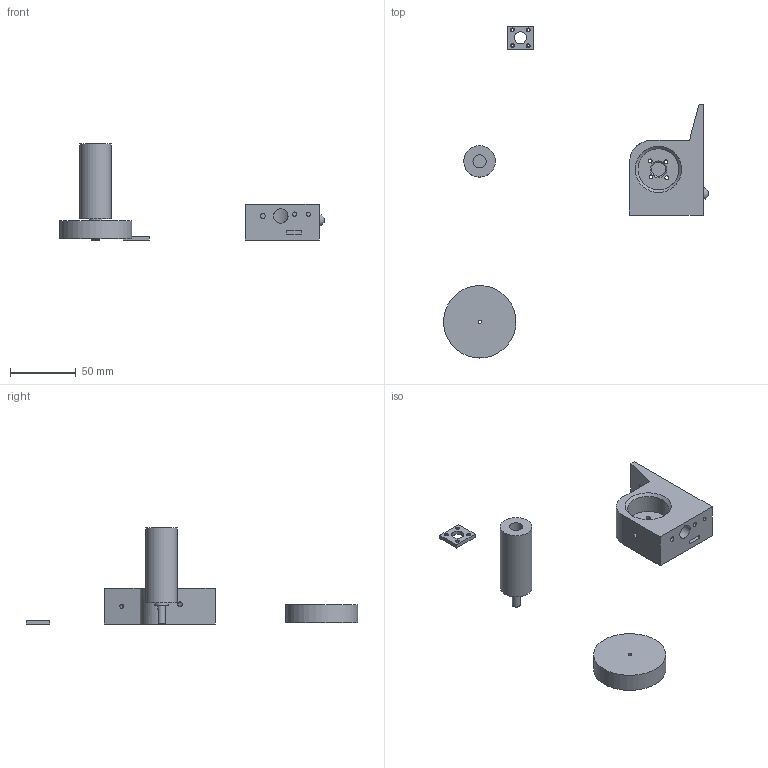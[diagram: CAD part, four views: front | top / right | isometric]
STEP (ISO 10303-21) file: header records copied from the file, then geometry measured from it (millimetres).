
FILE_DESCRIPTION(/* description */ (''),/* implementation_level */ '2;1');
FILE_NAME(/* name */ 'Robo de luta v12.step',/* time_stamp */ '2025-08-27T10:46:23+01:00',/* author */ (''),/* organization */ (''),/* preprocessor_version */ 'ST-DEVELOPER v20.1',/* originating_system */ 'Autodesk Translation Framework v14.10.0.0',/* authorisation */ '');
FILE_SCHEMA (('AUTOMOTIVE_DESIGN { 1 0 10303 214 3 1 1 }'));
Length unit declared in the file: millimetre
Products named in the file (5): Robo de luta; Component1; Component2; Molde_pneu; suporte arma esq
Assembly tree (9 placements, depth 3):
  Robo de luta
    Component1  x6
    Component2
      Molde_pneu
    suporte arma esq
Bounding box: 201.31 x 252.43 x 73 mm (x, y, z)
Volume: 108366.4 mm3; surface area: 35203.6 mm2
Topology: 5 solids, 5 shells, 81 faces, 168 edges, 110 vertices
Faces by surface type: plane 42, cylinder 29, cone 7, bspline 3
Full cylindrical faces by diameter (mm): 2 x4, 2.529 x1, 3 x4, 3.103 x1, 3.124 x1, 3.222 x1, 3.585 x1, 3.677 x1, 6 x5, 9.2 x1, 10 x2, 10.77 x1, 11.052 x1, 24 x1, 45 x1, 55 x1
Entity records: 2734 total; most frequent: CARTESIAN_POINT 751, DIRECTION 409, ORIENTED_EDGE 336, EDGE_CURVE 168, AXIS2_PLACEMENT_3D 162, EDGE_LOOP 122, VERTEX_POINT 110, LINE 85
